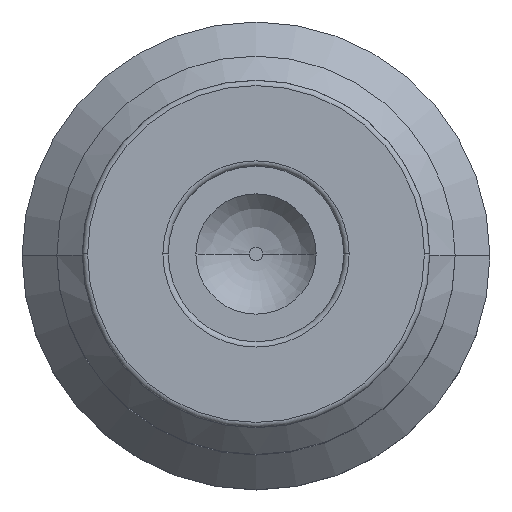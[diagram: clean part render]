
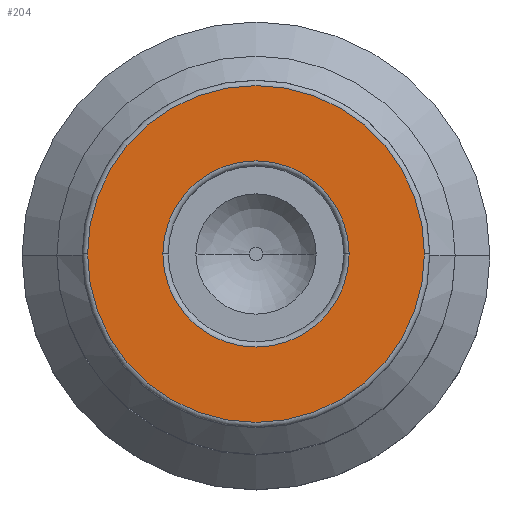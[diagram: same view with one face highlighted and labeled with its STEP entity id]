
A CAD part, top view. The second image highlights one B-rep face of the part: STEP entity #204.
In plain terms, the highlighted planar face has unit normal (0, 0, 1).
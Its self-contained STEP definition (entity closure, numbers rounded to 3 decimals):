
#153 = EDGE_LOOP ( 'NONE', ( #200, #202 ) ) ;
#155 = EDGE_CURVE ( 'NONE', #208, #195, #1637, .T. ) ;
#164 = ORIENTED_EDGE ( 'NONE', *, *, #196, .T. ) ;
#165 = EDGE_LOOP ( 'NONE', ( #166, #164 ) ) ;
#166 = ORIENTED_EDGE ( 'NONE', *, *, #155, .T. ) ;
#195 = VERTEX_POINT ( 'NONE', #366 ) ;
#196 = EDGE_CURVE ( 'NONE', #195, #208, #365, .T. ) ;
#200 = ORIENTED_EDGE ( 'NONE', *, *, #326, .F. ) ;
#202 = ORIENTED_EDGE ( 'NONE', *, *, #203, .F. ) ;
#203 = EDGE_CURVE ( 'NONE', #253, #267, #386, .T. ) ;
#204 = ADVANCED_FACE ( 'NONE', ( #388, #351 ), #343, .F. ) ;
#208 = VERTEX_POINT ( 'NONE', #357 ) ;
#253 = VERTEX_POINT ( 'NONE', #498 ) ;
#267 = VERTEX_POINT ( 'NONE', #503 ) ;
#326 = EDGE_CURVE ( 'NONE', #267, #253, #884, .T. ) ;
#343 = PLANE ( 'NONE',  #350 ) ;
#345 = DIRECTION ( 'NONE',  ( -1., 0., 0. ) ) ;
#346 = DIRECTION ( 'NONE',  ( 0., 0., -1. ) ) ;
#347 = CARTESIAN_POINT ( 'NONE',  ( 0., 0., 132. ) ) ;
#348 = AXIS2_PLACEMENT_3D ( 'NONE', #347, #346, #345 ) ;
#349 = AXIS2_PLACEMENT_3D ( 'NONE', #385, #384, #383 ) ;
#350 = AXIS2_PLACEMENT_3D ( 'NONE', #420, #419, #418 ) ;
#351 = FACE_BOUND ( 'NONE', #165, .T. ) ;
#357 = CARTESIAN_POINT ( 'NONE',  ( -6.964, 0., 132. ) ) ;
#365 = CIRCLE ( 'NONE', #348, 6.964 ) ;
#366 = CARTESIAN_POINT ( 'NONE',  ( 6.964, 0., 132. ) ) ;
#383 = DIRECTION ( 'NONE',  ( -1., 0., 0. ) ) ;
#384 = DIRECTION ( 'NONE',  ( 0., 0., -1. ) ) ;
#385 = CARTESIAN_POINT ( 'NONE',  ( 0., 0., 132. ) ) ;
#386 = CIRCLE ( 'NONE', #349, 12.6 ) ;
#388 = FACE_OUTER_BOUND ( 'NONE', #153, .T. ) ;
#418 = DIRECTION ( 'NONE',  ( -1., 0., 0. ) ) ;
#419 = DIRECTION ( 'NONE',  ( 0., 0., -1. ) ) ;
#420 = CARTESIAN_POINT ( 'NONE',  ( 12.6, 0., 132. ) ) ;
#498 = CARTESIAN_POINT ( 'NONE',  ( 12.6, 0., 132. ) ) ;
#503 = CARTESIAN_POINT ( 'NONE',  ( -12.6, 0., 132. ) ) ;
#855 = AXIS2_PLACEMENT_3D ( 'NONE', #871, #870, #869 ) ;
#869 = DIRECTION ( 'NONE',  ( -1., 0., 0. ) ) ;
#870 = DIRECTION ( 'NONE',  ( 0., 0., -1. ) ) ;
#871 = CARTESIAN_POINT ( 'NONE',  ( 0., 0., 132. ) ) ;
#884 = CIRCLE ( 'NONE', #855, 12.6 ) ;
#1637 = CIRCLE ( 'NONE', #1652, 6.964 ) ;
#1652 = AXIS2_PLACEMENT_3D ( 'NONE', #1686, #1685, #1684 ) ;
#1684 = DIRECTION ( 'NONE',  ( -1., 0., 0. ) ) ;
#1685 = DIRECTION ( 'NONE',  ( 0., 0., -1. ) ) ;
#1686 = CARTESIAN_POINT ( 'NONE',  ( 0., 0., 132. ) ) ;
